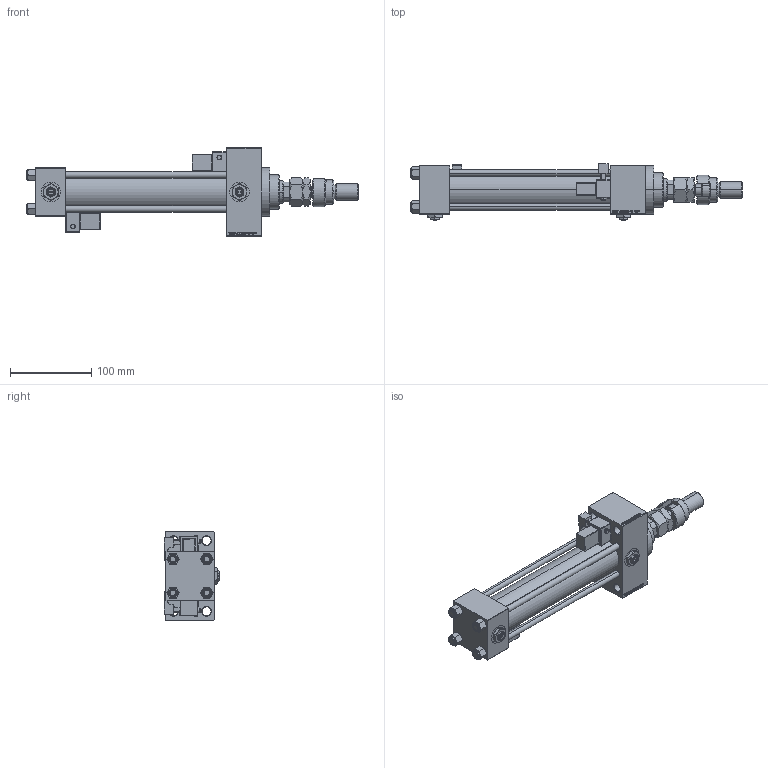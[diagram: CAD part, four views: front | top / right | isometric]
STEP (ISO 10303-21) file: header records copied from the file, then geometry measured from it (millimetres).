
FILE_DESCRIPTION (( 'STEP AP203' ), '1' );
FILE_NAME ('7e01.STEP', '2025-06-18T06:06:32', ( '' ), ( '' ), 'SwSTEP 2.0', 'SolidWorks 2019', '' );
FILE_SCHEMA (( 'CONFIG_CONTROL_DESIGN' ));
Length unit declared in the file: millimetre
Products named in the file (11): V215CR_MSU 80cd0ec6297b8ecd0d33162aaa8bc2ed; NUT_M5_D 80cd0ec6297b8ecd0d33162aaa8bc2ed; V215CR_D_Body 80cd0ec6297b8ecd0d33162aaa8bc2ed; FEMALE_PART_FOR_DFA 80cd0ec6297b8ecd0d33162aaa8bc2ed; DFA 80cd0ec6297b8ecd0d33162aaa8bc2ed; Zatka_pro_OIL_PORT 80cd0ec6297b8ecd0d33162aaa8bc2ed; 7e01; V215CR_D_TYCINKA 80cd0ec6297b8ecd0d33162aaa8bc2ed; MFA 80cd0ec6297b8ecd0d33162aaa8bc2ed; V215_VC_A 80cd0ec6297b8ecd0d33162aaa8bc2ed; V215CR_VCP_D 80cd0ec6297b8ecd0d33162aaa8bc2ed
Assembly tree (18 placements, depth 3):
  7e01
    V215CR_D_Body 80cd0ec6297b8ecd0d33162aaa8bc2ed
    V215CR_VCP_D 80cd0ec6297b8ecd0d33162aaa8bc2ed
    NUT_M5_D 80cd0ec6297b8ecd0d33162aaa8bc2ed  x4
    V215CR_D_TYCINKA 80cd0ec6297b8ecd0d33162aaa8bc2ed  x4
    V215_VC_A 80cd0ec6297b8ecd0d33162aaa8bc2ed
    DFA 80cd0ec6297b8ecd0d33162aaa8bc2ed
      FEMALE_PART_FOR_DFA 80cd0ec6297b8ecd0d33162aaa8bc2ed
      MFA 80cd0ec6297b8ecd0d33162aaa8bc2ed
    V215CR_MSU 80cd0ec6297b8ecd0d33162aaa8bc2ed  x2
    Zatka_pro_OIL_PORT 80cd0ec6297b8ecd0d33162aaa8bc2ed  x2
Bounding box: 409 x 68.9 x 109 mm (x, y, z)
Volume: 792792 mm3; surface area: 220018.8 mm2
Topology: 17 solids, 17 shells, 1445 faces, 3528 edges, 2219 vertices
Faces by surface type: plane 632, bspline 368, cone 224, cylinder 173, torus 24, sphere 24
Entity records: 54330 total; most frequent: CARTESIAN_POINT 26773, ORIENTED_EDGE 5974, DIRECTION 4229, EDGE_CURVE 2987, VERTEX_POINT 1921, VECTOR 1711, LINE 1711, EDGE_LOOP 1350
